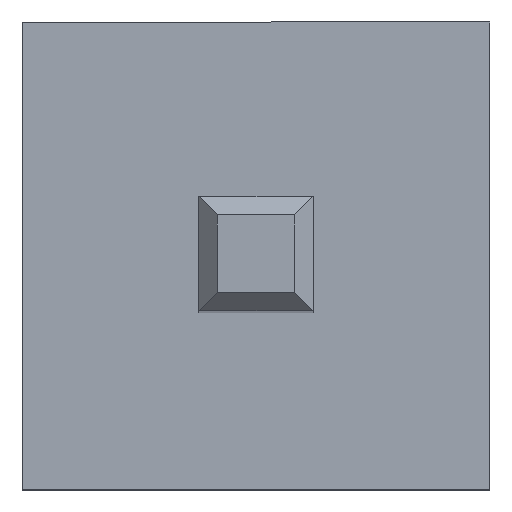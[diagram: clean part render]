
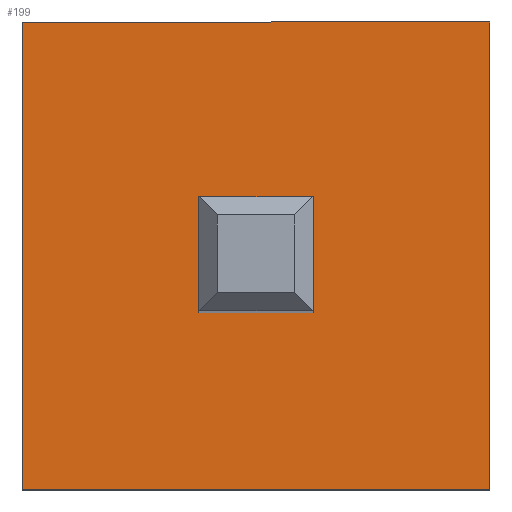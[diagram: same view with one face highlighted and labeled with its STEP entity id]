
A CAD part, top view. The second image highlights one B-rep face of the part: STEP entity #199.
In plain terms, the highlighted face is planar.
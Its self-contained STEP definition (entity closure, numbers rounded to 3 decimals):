
#199=ADVANCED_FACE('',(#397,#399),#401,.T.);
#397=FACE_BOUND('',#398,.T.);
#398=EDGE_LOOP('',(#541,#542,#543,#544));
#399=FACE_BOUND('',#400,.T.);
#400=EDGE_LOOP('',(#545,#546,#547,#548));
#401=PLANE('',#402);
#402=AXIS2_PLACEMENT_3D('',#403,#404,#405);
#403=CARTESIAN_POINT('',(0.,2.6,0.));
#404=DIRECTION('',(-0.,1.,0.));
#405=DIRECTION('',(1.,0.,0.));
#541=ORIENTED_EDGE('',*,*,#624,.T.);
#542=ORIENTED_EDGE('',*,*,#622,.T.);
#543=ORIENTED_EDGE('',*,*,#620,.T.);
#544=ORIENTED_EDGE('',*,*,#618,.T.);
#545=ORIENTED_EDGE('',*,*,#629,.F.);
#546=ORIENTED_EDGE('',*,*,#630,.F.);
#547=ORIENTED_EDGE('',*,*,#631,.F.);
#548=ORIENTED_EDGE('',*,*,#632,.F.);
#618=EDGE_CURVE('',#683,#681,#684,.T.);
#620=EDGE_CURVE('',#686,#683,#687,.T.);
#622=EDGE_CURVE('',#689,#686,#690,.T.);
#624=EDGE_CURVE('',#681,#689,#692,.T.);
#629=EDGE_CURVE('',#701,#702,#703,.T.);
#630=EDGE_CURVE('',#704,#701,#705,.T.);
#631=EDGE_CURVE('',#706,#704,#707,.T.);
#632=EDGE_CURVE('',#702,#706,#708,.T.);
#681=VERTEX_POINT('',#797);
#683=VERTEX_POINT('',#801);
#684=LINE('',#802,#803);
#686=VERTEX_POINT('',#808);
#687=LINE('',#809,#810);
#689=VERTEX_POINT('',#815);
#690=LINE('',#816,#817);
#692=LINE('',#822,#823);
#701=VERTEX_POINT('',#841);
#702=VERTEX_POINT('',#842);
#703=LINE('',#843,#844);
#704=VERTEX_POINT('',#846);
#705=LINE('',#847,#848);
#706=VERTEX_POINT('',#850);
#707=LINE('',#851,#852);
#708=LINE('',#854,#855);
#797=CARTESIAN_POINT('',(0.,2.6,-2.54));
#801=CARTESIAN_POINT('',(2.54,2.6,-2.54));
#802=CARTESIAN_POINT('',(2.54,2.6,-2.54));
#803=VECTOR('',#804,1.);
#804=DIRECTION('',(-1.,0.,0.));
#808=CARTESIAN_POINT('',(2.54,2.6,0.));
#809=CARTESIAN_POINT('',(2.54,2.6,0.));
#810=VECTOR('',#811,1.);
#811=DIRECTION('',(0.,0.,-1.));
#815=CARTESIAN_POINT('',(0.,2.6,0.));
#816=CARTESIAN_POINT('',(0.,2.6,0.));
#817=VECTOR('',#818,1.);
#818=DIRECTION('',(1.,0.,0.));
#822=CARTESIAN_POINT('',(0.,2.6,-2.54));
#823=VECTOR('',#824,1.);
#824=DIRECTION('',(0.,0.,1.));
#841=CARTESIAN_POINT('',(0.96,2.6,-1.58));
#842=CARTESIAN_POINT('',(0.96,2.6,-0.96));
#843=CARTESIAN_POINT('',(0.96,2.6,-1.58));
#844=VECTOR('',#845,1.);
#845=DIRECTION('',(0.,0.,1.));
#846=CARTESIAN_POINT('',(1.58,2.6,-1.58));
#847=CARTESIAN_POINT('',(1.58,2.6,-1.58));
#848=VECTOR('',#849,1.);
#849=DIRECTION('',(-1.,0.,0.));
#850=CARTESIAN_POINT('',(1.58,2.6,-0.96));
#851=CARTESIAN_POINT('',(1.58,2.6,-0.96));
#852=VECTOR('',#853,1.);
#853=DIRECTION('',(0.,0.,-1.));
#854=CARTESIAN_POINT('',(0.96,2.6,-0.96));
#855=VECTOR('',#856,1.);
#856=DIRECTION('',(1.,0.,0.));
